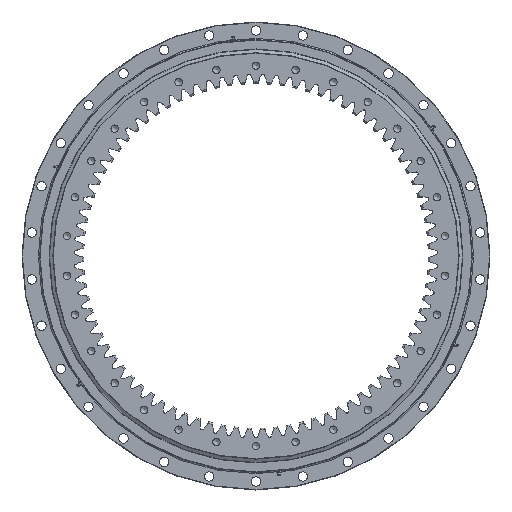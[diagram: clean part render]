
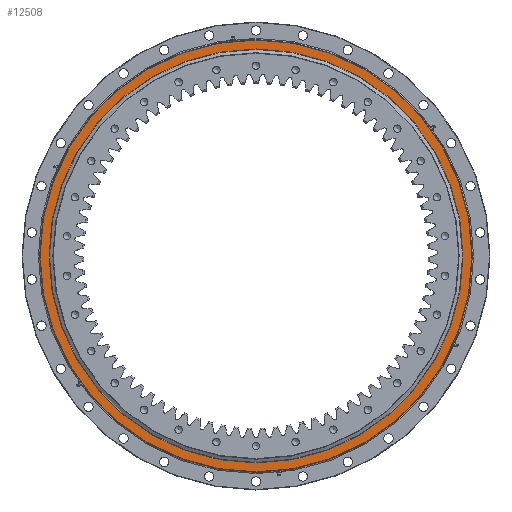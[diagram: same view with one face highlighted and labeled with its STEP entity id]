
A CAD part, top view. The second image highlights one B-rep face of the part: STEP entity #12508.
In plain terms, the highlighted face is planar.
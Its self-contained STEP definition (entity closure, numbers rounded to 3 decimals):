
#790 = AXIS2_PLACEMENT_3D ( 'NONE', #13881, #11116, #22138 ) ;
#1220 = CARTESIAN_POINT ( 'NONE',  ( 0., 0., -26. ) ) ;
#3860 = VERTEX_POINT ( 'NONE', #27460 ) ;
#8484 = AXIS2_PLACEMENT_3D ( 'NONE', #1220, #34637, #26053 ) ;
#9702 = FACE_OUTER_BOUND ( 'NONE', #9881, .T. ) ;
#9881 = EDGE_LOOP ( 'NONE', ( #14087 ) ) ;
#10358 = ORIENTED_EDGE ( 'NONE', *, *, #23196, .T. ) ;
#11116 = DIRECTION ( 'NONE',  ( 0., 0., -1. ) ) ;
#11284 = CIRCLE ( 'NONE', #8484, 480. ) ;
#12508 = ADVANCED_FACE ( 'NONE', ( #24461, #9702 ), #33979, .F. ) ;
#12515 = DIRECTION ( 'NONE',  ( 1., 0., 0. ) ) ;
#13881 = CARTESIAN_POINT ( 'NONE',  ( 0., 0., -26. ) ) ;
#14087 = ORIENTED_EDGE ( 'NONE', *, *, #21542, .T. ) ;
#16493 = CIRCLE ( 'NONE', #790, 507.5 ) ;
#20857 = DIRECTION ( 'NONE',  ( 0., 0., 1. ) ) ;
#21542 = EDGE_CURVE ( 'NONE', #3860, #3860, #16493, .T. ) ;
#22047 = VERTEX_POINT ( 'NONE', #24165 ) ;
#22138 = DIRECTION ( 'NONE',  ( 1., 0., 0. ) ) ;
#23196 = EDGE_CURVE ( 'NONE', #22047, #22047, #11284, .T. ) ;
#24165 = CARTESIAN_POINT ( 'NONE',  ( 480., 0., -26. ) ) ;
#24461 = FACE_BOUND ( 'NONE', #32616, .T. ) ;
#26053 = DIRECTION ( 'NONE',  ( 1., 0., 0. ) ) ;
#26109 = CARTESIAN_POINT ( 'NONE',  ( -508.5, 0., -26. ) ) ;
#27460 = CARTESIAN_POINT ( 'NONE',  ( 507.5, 0., -26. ) ) ;
#27751 = AXIS2_PLACEMENT_3D ( 'NONE', #26109, #20857, #12515 ) ;
#32616 = EDGE_LOOP ( 'NONE', ( #10358 ) ) ;
#33979 = PLANE ( 'NONE',  #27751 ) ;
#34637 = DIRECTION ( 'NONE',  ( 0., 0., 1. ) ) ;
